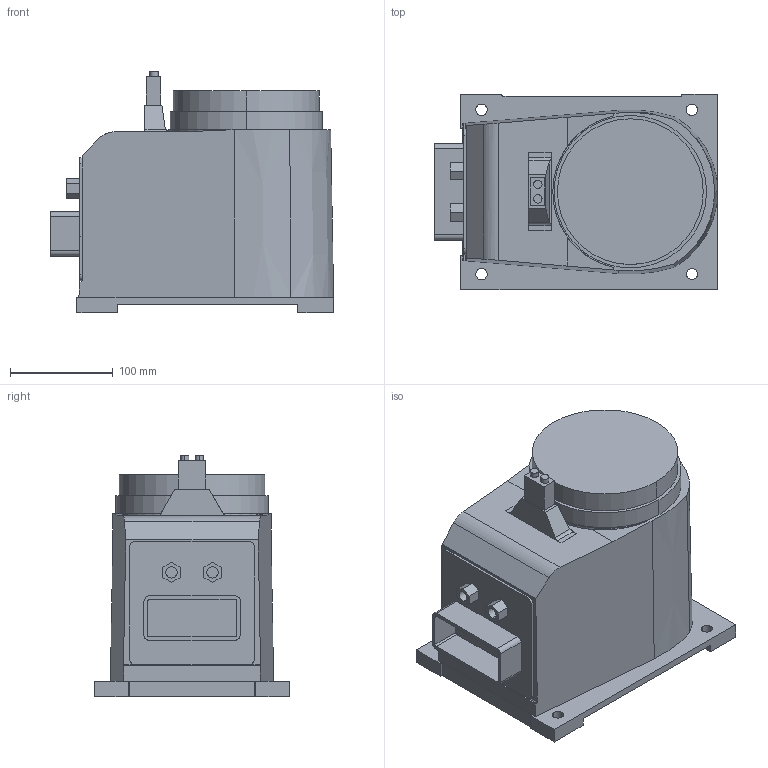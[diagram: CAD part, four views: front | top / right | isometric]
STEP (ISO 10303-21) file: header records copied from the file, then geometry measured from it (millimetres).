
FILE_DESCRIPTION (( 'STEP AP203' ), '1' );
FILE_NAME ('0_Base_Default_sldprt.STEP', '2022-12-29T08:18:06', ( '' ), ( '' ), 'SwSTEP 2.0', 'SolidWorks 2021', '' );
FILE_SCHEMA (( 'CONFIG_CONTROL_DESIGN' ));
Length unit declared in the file: millimetre
Products named in the file (1): 0_Base_Default_sldprt
Bounding box: 275.8 x 190 x 234.89 mm (x, y, z)
Volume: 6613499.7 mm3; surface area: 261240.8 mm2
Topology: 1 solids, 1 shells, 133 faces, 348 edges, 230 vertices
Faces by surface type: plane 85, cylinder 44, cone 4
Entity records: 4181 total; most frequent: CARTESIAN_POINT 748, DIRECTION 696, ORIENTED_EDGE 696, EDGE_CURVE 348, LINE 244, VECTOR 244, VERTEX_POINT 230, AXIS2_PLACEMENT_3D 226
